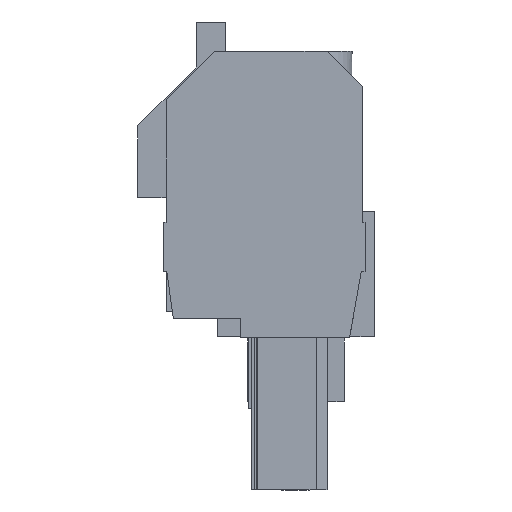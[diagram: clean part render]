
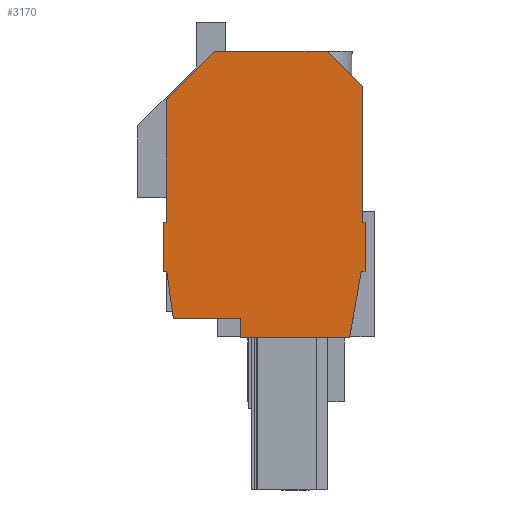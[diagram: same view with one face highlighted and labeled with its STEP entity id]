
A CAD part, left-side view. The second image highlights one B-rep face of the part: STEP entity #3170.
In plain terms, the highlighted planar face has unit normal (-1, 0, 0).
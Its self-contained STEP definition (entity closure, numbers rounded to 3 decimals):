
#3081=AXIS2_PLACEMENT_3D('Plane Axis2P3D',#3078,#3079,#3080) ;
#136=CARTESIAN_POINT('Vertex',(0.,21.23,27.3)) ;
#141=CARTESIAN_POINT('Line Origine',(0.,21.23,33.532)) ;
#145=CARTESIAN_POINT('Vertex',(0.,21.23,39.764)) ;
#304=CARTESIAN_POINT('Vertex',(0.,1.23,27.3)) ;
#628=CARTESIAN_POINT('Vertex',(0.,1.23,41.114)) ;
#631=CARTESIAN_POINT('Line Origine',(0.,1.23,34.207)) ;
#2418=CARTESIAN_POINT('Vertex',(0.,1.334,22.3)) ;
#2421=CARTESIAN_POINT('Line Origine',(0.,1.934,18.9)) ;
#2425=CARTESIAN_POINT('Vertex',(0.,2.533,15.5)) ;
#2476=CARTESIAN_POINT('Vertex',(0.,20.487,17.5)) ;
#2479=CARTESIAN_POINT('Line Origine',(0.,20.825,19.9)) ;
#2483=CARTESIAN_POINT('Vertex',(0.,21.162,22.3)) ;
#2943=CARTESIAN_POINT('Vertex',(0.,4.816,44.7)) ;
#2946=CARTESIAN_POINT('Line Origine',(0.,3.023,42.907)) ;
#3078=CARTESIAN_POINT('Axis2P3D Location',(0.,0.93,0.)) ;
#3083=CARTESIAN_POINT('Line Origine',(0.,21.53,24.8)) ;
#3087=CARTESIAN_POINT('Vertex',(0.,21.53,27.3)) ;
#3089=CARTESIAN_POINT('Vertex',(0.,21.53,22.3)) ;
#3092=CARTESIAN_POINT('Line Origine',(0.,21.346,22.3)) ;
#3097=CARTESIAN_POINT('Line Origine',(0.,17.07,17.5)) ;
#3101=CARTESIAN_POINT('Vertex',(0.,13.653,17.5)) ;
#3104=CARTESIAN_POINT('Line Origine',(0.,13.653,16.5)) ;
#3108=CARTESIAN_POINT('Vertex',(0.,13.653,15.5)) ;
#3111=CARTESIAN_POINT('Line Origine',(0.,8.093,15.5)) ;
#3116=CARTESIAN_POINT('Line Origine',(0.,1.132,22.3)) ;
#3120=CARTESIAN_POINT('Vertex',(0.,0.93,22.3)) ;
#3123=CARTESIAN_POINT('Line Origine',(0.,0.93,24.8)) ;
#3127=CARTESIAN_POINT('Vertex',(0.,0.93,27.3)) ;
#3130=CARTESIAN_POINT('Line Origine',(0.,1.08,27.3)) ;
#3135=CARTESIAN_POINT('Line Origine',(0.,10.555,44.7)) ;
#3139=CARTESIAN_POINT('Vertex',(0.,16.294,44.7)) ;
#3142=CARTESIAN_POINT('Line Origine',(0.,18.762,42.232)) ;
#3147=CARTESIAN_POINT('Line Origine',(0.,21.38,27.3)) ;
#142=DIRECTION('Vector Direction',(0.,0.,1.)) ;
#632=DIRECTION('Vector Direction',(0.,0.,-1.)) ;
#2422=DIRECTION('Vector Direction',(0.,0.174,-0.985)) ;
#2480=DIRECTION('Vector Direction',(0.,-0.139,-0.99)) ;
#2947=DIRECTION('Vector Direction',(0.,0.707,0.707)) ;
#3079=DIRECTION('Axis2P3D Direction',(-1.,0.,0.)) ;
#3080=DIRECTION('Axis2P3D XDirection',(0.,0.,1.)) ;
#3084=DIRECTION('Vector Direction',(0.,0.,-1.)) ;
#3093=DIRECTION('Vector Direction',(0.,-1.,0.)) ;
#3098=DIRECTION('Vector Direction',(0.,-1.,0.)) ;
#3105=DIRECTION('Vector Direction',(0.,0.,-1.)) ;
#3112=DIRECTION('Vector Direction',(0.,-1.,0.)) ;
#3117=DIRECTION('Vector Direction',(0.,-1.,0.)) ;
#3124=DIRECTION('Vector Direction',(0.,0.,1.)) ;
#3131=DIRECTION('Vector Direction',(0.,1.,0.)) ;
#3136=DIRECTION('Vector Direction',(0.,1.,0.)) ;
#3143=DIRECTION('Vector Direction',(0.,0.707,-0.707)) ;
#3148=DIRECTION('Vector Direction',(0.,1.,0.)) ;
#143=VECTOR('Line Direction',#142,1.) ;
#633=VECTOR('Line Direction',#632,1.) ;
#2423=VECTOR('Line Direction',#2422,1.) ;
#2481=VECTOR('Line Direction',#2480,1.) ;
#2948=VECTOR('Line Direction',#2947,1.) ;
#3085=VECTOR('Line Direction',#3084,1.) ;
#3094=VECTOR('Line Direction',#3093,1.) ;
#3099=VECTOR('Line Direction',#3098,1.) ;
#3106=VECTOR('Line Direction',#3105,1.) ;
#3113=VECTOR('Line Direction',#3112,1.) ;
#3118=VECTOR('Line Direction',#3117,1.) ;
#3125=VECTOR('Line Direction',#3124,1.) ;
#3132=VECTOR('Line Direction',#3131,1.) ;
#3137=VECTOR('Line Direction',#3136,1.) ;
#3144=VECTOR('Line Direction',#3143,1.) ;
#3149=VECTOR('Line Direction',#3148,1.) ;
#3153=ORIENTED_EDGE('',*,*,#3091,.T.) ;
#3154=ORIENTED_EDGE('',*,*,#3096,.T.) ;
#3155=ORIENTED_EDGE('',*,*,#2485,.T.) ;
#3156=ORIENTED_EDGE('',*,*,#3103,.T.) ;
#3157=ORIENTED_EDGE('',*,*,#3110,.T.) ;
#3158=ORIENTED_EDGE('',*,*,#3115,.T.) ;
#3159=ORIENTED_EDGE('',*,*,#2427,.T.) ;
#3160=ORIENTED_EDGE('',*,*,#3122,.T.) ;
#3161=ORIENTED_EDGE('',*,*,#3129,.T.) ;
#3162=ORIENTED_EDGE('',*,*,#3134,.T.) ;
#3163=ORIENTED_EDGE('',*,*,#635,.T.) ;
#3164=ORIENTED_EDGE('',*,*,#2950,.T.) ;
#3165=ORIENTED_EDGE('',*,*,#3141,.T.) ;
#3166=ORIENTED_EDGE('',*,*,#3146,.T.) ;
#3167=ORIENTED_EDGE('',*,*,#147,.T.) ;
#3168=ORIENTED_EDGE('',*,*,#3151,.T.) ;
#3170=ADVANCED_FACE('housing',(#3169),#3082,.T.) ;
#147=EDGE_CURVE('',#146,#137,#144,.F.) ;
#635=EDGE_CURVE('',#305,#629,#634,.F.) ;
#2427=EDGE_CURVE('',#2426,#2419,#2424,.F.) ;
#2485=EDGE_CURVE('',#2484,#2477,#2482,.T.) ;
#2950=EDGE_CURVE('',#629,#2944,#2949,.T.) ;
#3091=EDGE_CURVE('',#3088,#3090,#3086,.T.) ;
#3096=EDGE_CURVE('',#3090,#2484,#3095,.T.) ;
#3103=EDGE_CURVE('',#2477,#3102,#3100,.T.) ;
#3110=EDGE_CURVE('',#3102,#3109,#3107,.T.) ;
#3115=EDGE_CURVE('',#3109,#2426,#3114,.T.) ;
#3122=EDGE_CURVE('',#2419,#3121,#3119,.T.) ;
#3129=EDGE_CURVE('',#3121,#3128,#3126,.T.) ;
#3134=EDGE_CURVE('',#3128,#305,#3133,.T.) ;
#3141=EDGE_CURVE('',#2944,#3140,#3138,.T.) ;
#3146=EDGE_CURVE('',#3140,#146,#3145,.T.) ;
#3151=EDGE_CURVE('',#137,#3088,#3150,.T.) ;
#3152=EDGE_LOOP('',(#3153,#3154,#3155,#3156,#3157,#3158,#3159,#3160,#3161,#3162,#3163,#3164,#3165,#3166,#3167,#3168)) ;
#3169=FACE_OUTER_BOUND('',#3152,.T.) ;
#144=LINE('Line',#141,#143) ;
#634=LINE('Line',#631,#633) ;
#2424=LINE('Line',#2421,#2423) ;
#2482=LINE('Line',#2479,#2481) ;
#2949=LINE('Line',#2946,#2948) ;
#3086=LINE('Line',#3083,#3085) ;
#3095=LINE('Line',#3092,#3094) ;
#3100=LINE('Line',#3097,#3099) ;
#3107=LINE('Line',#3104,#3106) ;
#3114=LINE('Line',#3111,#3113) ;
#3119=LINE('Line',#3116,#3118) ;
#3126=LINE('Line',#3123,#3125) ;
#3133=LINE('Line',#3130,#3132) ;
#3138=LINE('Line',#3135,#3137) ;
#3145=LINE('Line',#3142,#3144) ;
#3150=LINE('Line',#3147,#3149) ;
#3082=PLANE('',#3081) ;
#137=VERTEX_POINT('',#136) ;
#146=VERTEX_POINT('',#145) ;
#305=VERTEX_POINT('',#304) ;
#629=VERTEX_POINT('',#628) ;
#2419=VERTEX_POINT('',#2418) ;
#2426=VERTEX_POINT('',#2425) ;
#2477=VERTEX_POINT('',#2476) ;
#2484=VERTEX_POINT('',#2483) ;
#2944=VERTEX_POINT('',#2943) ;
#3088=VERTEX_POINT('',#3087) ;
#3090=VERTEX_POINT('',#3089) ;
#3102=VERTEX_POINT('',#3101) ;
#3109=VERTEX_POINT('',#3108) ;
#3121=VERTEX_POINT('',#3120) ;
#3128=VERTEX_POINT('',#3127) ;
#3140=VERTEX_POINT('',#3139) ;
